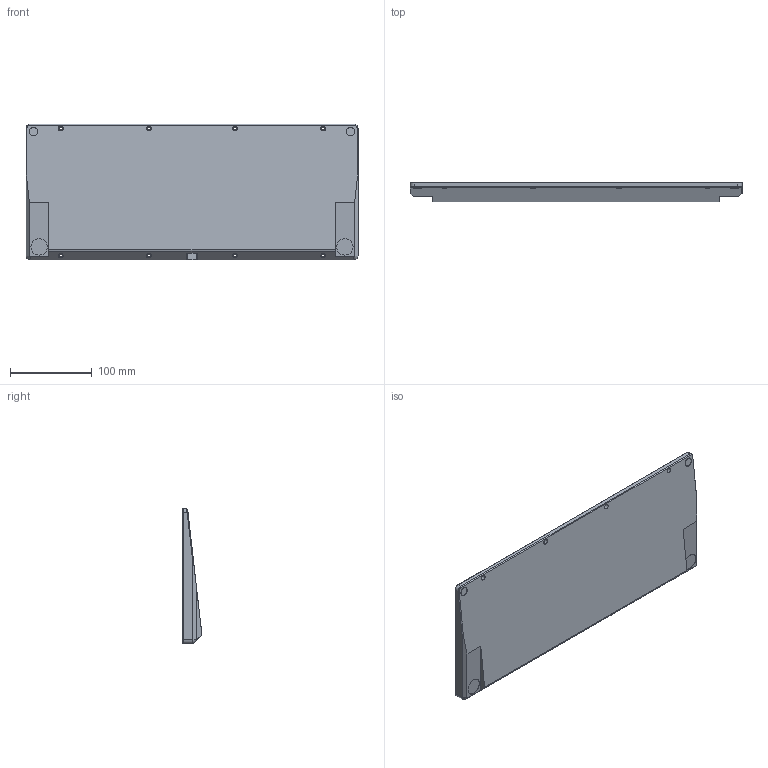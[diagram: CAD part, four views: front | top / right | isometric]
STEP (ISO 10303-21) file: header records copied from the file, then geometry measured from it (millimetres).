
FILE_DESCRIPTION(/* description */ ('Alibre Inc.'),/* implementation_level */ '2;1');
FILE_NAME(/* name */ 'export-3C689F84-4F7D-42C4-AE49-A5B9C97499A9',/* time_stamp */ '2022-03-12T00:04:26-05:00',/* author */ (''),/* organization */ (''),/* preprocessor_version */ 'ST-DEVELOPER v17',/* originating_system */ 'Alibre',/* authorisation */ '');
FILE_SCHEMA (('AUTOMOTIVE_DESIGN'));
Length unit declared in the file: millimetre
Bounding box: 405 x 23.95 x 165 mm (x, y, z)
Volume: 676402.1 mm3; surface area: 156821.9 mm2
Topology: 1 solids, 1 shells, 181 faces, 450 edges, 286 vertices
Faces by surface type: plane 88, cylinder 65, cone 22, bspline 6
Full cylindrical faces by diameter (mm): 2.5 x4, 3.4 x8, 6 x8, 10.5 x2, 20 x2
Entity records: 5359 total; most frequent: CARTESIAN_POINT 1233, ORIENTED_EDGE 812, DIRECTION 794, EDGE_CURVE 406, AXIS2_PLACEMENT_3D 317, VERTEX_POINT 274, VECTOR 246, LINE 246
